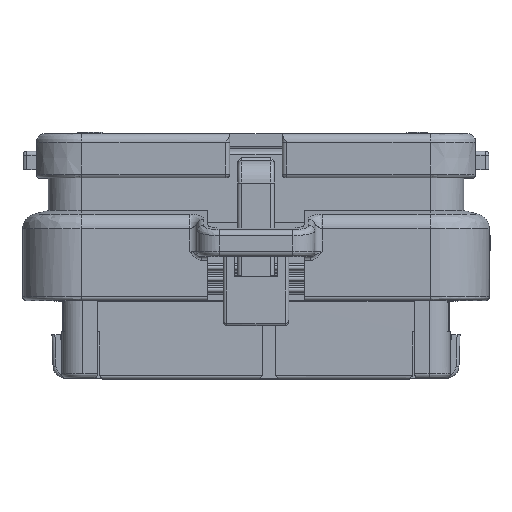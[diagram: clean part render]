
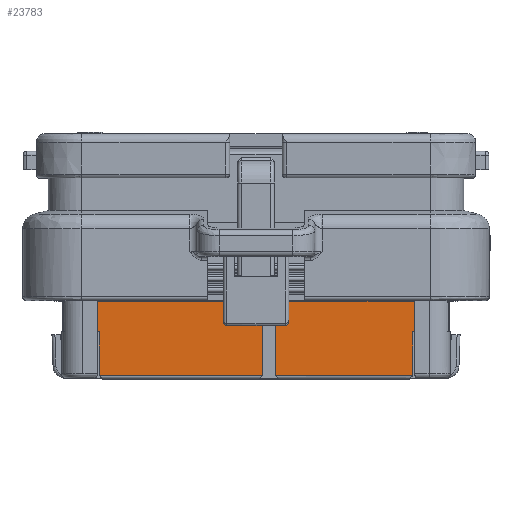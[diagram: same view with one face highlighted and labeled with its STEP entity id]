
A CAD part, top view. The second image highlights one B-rep face of the part: STEP entity #23783.
In plain terms, the highlighted planar face has unit normal (0, 0, 1).
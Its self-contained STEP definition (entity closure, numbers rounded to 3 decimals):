
#1294=CARTESIAN_POINT('',(2.65,-30.35,8.4));
#1295=VERTEX_POINT('',#1294);
#1315=CARTESIAN_POINT('',(21.2,-30.35,8.4));
#1316=VERTEX_POINT('',#1315);
#1326=CARTESIAN_POINT('',(2.65,-30.35,8.4));
#1327=DIRECTION('',(1.,0.,0.));
#1328=VECTOR('',#1327,18.55);
#1329=LINE('',#1326,#1328);
#1330=EDGE_CURVE('',#1295,#1316,#1329,.T.);
#1379=CARTESIAN_POINT('',(21.2,-24.4,8.4));
#1380=VERTEX_POINT('',#1379);
#1387=CARTESIAN_POINT('',(21.2,-30.35,8.4));
#1388=DIRECTION('',(0.,1.,0.));
#1389=VECTOR('',#1388,5.95);
#1390=LINE('',#1387,#1389);
#1391=EDGE_CURVE('',#1316,#1380,#1390,.T.);
#2798=CARTESIAN_POINT('',(0.85,-30.35,8.4));
#2799=VERTEX_POINT('',#2798);
#2832=CARTESIAN_POINT('',(-21.2,-30.35,8.4));
#2833=VERTEX_POINT('',#2832);
#2834=CARTESIAN_POINT('',(-21.2,-30.35,8.4));
#2835=DIRECTION('',(1.,0.,0.));
#2836=VECTOR('',#2835,22.05);
#2837=LINE('',#2834,#2836);
#2838=EDGE_CURVE('',#2833,#2799,#2837,.T.);
#3005=CARTESIAN_POINT('',(2.65,-20.35,8.4));
#3006=VERTEX_POINT('',#3005);
#3007=CARTESIAN_POINT('',(2.65,-20.35,8.4));
#3008=DIRECTION('',(0.,-1.,0.));
#3009=VECTOR('',#3008,10.);
#3010=LINE('',#3007,#3009);
#3011=EDGE_CURVE('',#3006,#1295,#3010,.T.);
#3069=CARTESIAN_POINT('',(0.85,-20.35,8.4));
#3070=VERTEX_POINT('',#3069);
#3079=CARTESIAN_POINT('',(0.85,-20.35,8.4));
#3080=DIRECTION('',(1.,0.,0.));
#3081=VECTOR('',#3080,1.8);
#3082=LINE('',#3079,#3081);
#3083=EDGE_CURVE('',#3070,#3006,#3082,.T.);
#21422=CARTESIAN_POINT('',(0.85,-30.35,8.4));
#21423=DIRECTION('',(0.,1.,0.));
#21424=VECTOR('',#21423,10.);
#21425=LINE('',#21422,#21424);
#21426=EDGE_CURVE('',#2799,#3070,#21425,.T.);
#21437=CARTESIAN_POINT('',(-21.2,-24.4,8.4));
#21438=VERTEX_POINT('',#21437);
#21439=CARTESIAN_POINT('',(-21.2,-24.4,8.4));
#21440=DIRECTION('',(0.,-1.,0.));
#21441=VECTOR('',#21440,5.95);
#21442=LINE('',#21439,#21441);
#21443=EDGE_CURVE('',#21438,#2833,#21442,.T.);
#23678=CARTESIAN_POINT('',(23.15,-24.4,8.4));
#23679=VERTEX_POINT('',#23678);
#23697=CARTESIAN_POINT('',(23.148,-20.25,8.397));
#23698=VERTEX_POINT('',#23697);
#23706=CARTESIAN_POINT('',(23.15,-20.25,8.4));
#23707=DIRECTION('',(0.,-1.,0.));
#23708=VECTOR('',#23707,4.15);
#23709=LINE('',#23706,#23708);
#23710=EDGE_CURVE('',#23698,#23679,#23709,.T.);
#23715=CARTESIAN_POINT('',(23.15,-20.2,8.4));
#23716=DIRECTION('',(-1.,0.,0.));
#23717=DIRECTION('',(0.,0.,1.));
#23718=AXIS2_PLACEMENT_3D('',#23715,#23717,#23716);
#23719=PLANE('',#23718);
#23720=ORIENTED_EDGE('',*,*,#1391,.T.);
#23721=CARTESIAN_POINT('',(21.5,-24.4,8.4));
#23722=VERTEX_POINT('',#23721);
#23723=CARTESIAN_POINT('',(21.2,-24.4,8.4));
#23724=DIRECTION('',(1.,0.,0.));
#23725=VECTOR('',#23724,0.3);
#23726=LINE('',#23723,#23725);
#23727=EDGE_CURVE('',#1380,#23722,#23726,.T.);
#23728=ORIENTED_EDGE('',*,*,#23727,.T.);
#23729=CARTESIAN_POINT('',(21.5,-24.4,8.4));
#23730=DIRECTION('',(1.,0.,0.));
#23731=VECTOR('',#23730,1.65);
#23732=LINE('',#23729,#23731);
#23733=EDGE_CURVE('',#23722,#23679,#23732,.T.);
#23734=ORIENTED_EDGE('',*,*,#23733,.T.);
#23735=ORIENTED_EDGE('',*,*,#23710,.F.);
#23736=CARTESIAN_POINT('',(-22.95,-20.25,8.4));
#23737=VERTEX_POINT('',#23736);
#23738=CARTESIAN_POINT('',(-22.95,-20.25,8.4));
#23739=DIRECTION('',(1.,0.,0.));
#23740=VECTOR('',#23739,46.1);
#23741=LINE('',#23738,#23740);
#23742=EDGE_CURVE('',#23737,#23698,#23741,.T.);
#23743=ORIENTED_EDGE('',*,*,#23742,.F.);
#23744=CARTESIAN_POINT('',(-23.149,-20.25,8.397));
#23745=VERTEX_POINT('',#23744);
#23746=CARTESIAN_POINT('',(-22.95,-20.25,5.3));
#23747=DIRECTION('',(0.,0.,1.));
#23748=DIRECTION('',(0.,-1.,0.));
#23749=AXIS2_PLACEMENT_3D('',#23746,#23748,#23747);
#23750=CIRCLE('',#23749,3.1);
#23751=EDGE_CURVE('',#23737,#23745,#23750,.T.);
#23752=ORIENTED_EDGE('',*,*,#23751,.T.);
#23753=CARTESIAN_POINT('',(-23.15,-24.4,8.4));
#23754=VERTEX_POINT('',#23753);
#23755=CARTESIAN_POINT('',(-23.15,-20.25,8.4));
#23756=DIRECTION('',(0.,-1.,0.));
#23757=VECTOR('',#23756,4.15);
#23758=LINE('',#23755,#23757);
#23759=EDGE_CURVE('',#23745,#23754,#23758,.T.);
#23760=ORIENTED_EDGE('',*,*,#23759,.T.);
#23761=CARTESIAN_POINT('',(-21.5,-24.4,8.4));
#23762=VERTEX_POINT('',#23761);
#23763=CARTESIAN_POINT('',(-23.15,-24.4,8.4));
#23764=DIRECTION('',(1.,0.,0.));
#23765=VECTOR('',#23764,1.65);
#23766=LINE('',#23763,#23765);
#23767=EDGE_CURVE('',#23754,#23762,#23766,.T.);
#23768=ORIENTED_EDGE('',*,*,#23767,.T.);
#23769=CARTESIAN_POINT('',(-21.5,-24.4,8.4));
#23770=DIRECTION('',(1.,0.,0.));
#23771=VECTOR('',#23770,0.3);
#23772=LINE('',#23769,#23771);
#23773=EDGE_CURVE('',#23762,#21438,#23772,.T.);
#23774=ORIENTED_EDGE('',*,*,#23773,.T.);
#23775=ORIENTED_EDGE('',*,*,#21443,.T.);
#23776=ORIENTED_EDGE('',*,*,#2838,.T.);
#23777=ORIENTED_EDGE('',*,*,#21426,.T.);
#23778=ORIENTED_EDGE('',*,*,#3083,.T.);
#23779=ORIENTED_EDGE('',*,*,#3011,.T.);
#23780=ORIENTED_EDGE('',*,*,#1330,.T.);
#23781=EDGE_LOOP('',(#23720,#23728,#23734,#23735,#23743,#23752,#23760,#23768,#23774,#23775,#23776,#23777,#23778,#23779,#23780));
#23782=FACE_OUTER_BOUND('',#23781,.T.);
#23783=ADVANCED_FACE('',(#23782),#23719,.T.);
